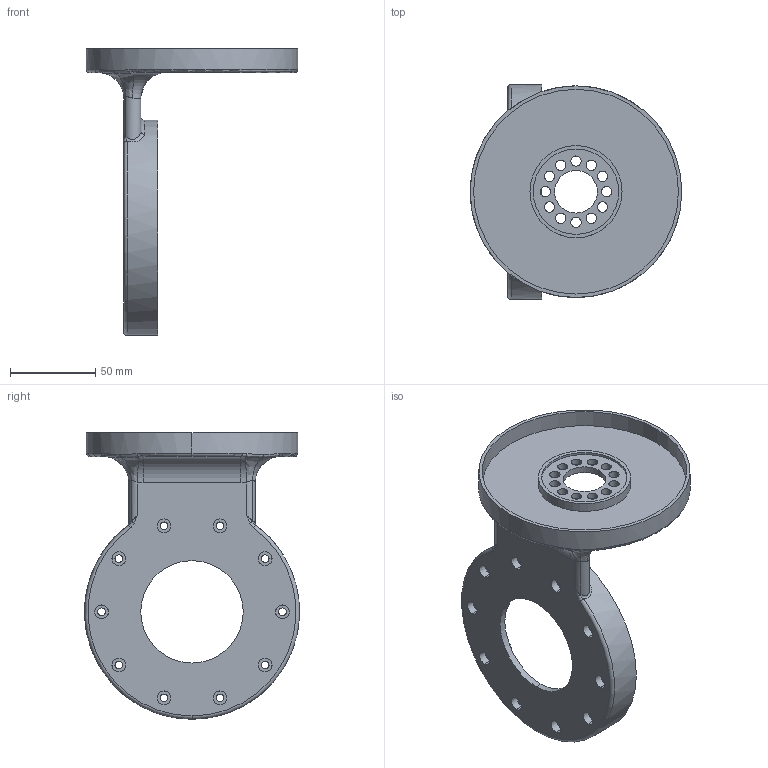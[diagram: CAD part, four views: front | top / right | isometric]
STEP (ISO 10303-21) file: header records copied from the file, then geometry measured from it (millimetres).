
FILE_DESCRIPTION (( 'STEP AP203' ), '1' );
FILE_NAME ('63LBB洏壽誹萇儂釱.STEP', '2024-12-19T12:18:24', ( '' ), ( '' ), 'SwSTEP 2.0', 'SolidWorks 2024', '' );
FILE_SCHEMA (( 'CONFIG_CONTROL_DESIGN' ));
Length unit declared in the file: millimetre
Products named in the file (1): 63LBB膝关节电机座
Bounding box: 124 x 126 x 168 mm (x, y, z)
Volume: 151307.5 mm3; surface area: 78006.8 mm2
Topology: 1 solids, 1 shells, 194 faces, 453 edges, 283 vertices
Faces by surface type: cylinder 109, plane 31, bspline 25, cone 20, torus 9
Entity records: 6686 total; most frequent: CARTESIAN_POINT 2019, DIRECTION 1026, ORIENTED_EDGE 902, EDGE_CURVE 451, AXIS2_PLACEMENT_3D 446, VERTEX_POINT 283, CIRCLE 276, EDGE_LOOP 266
